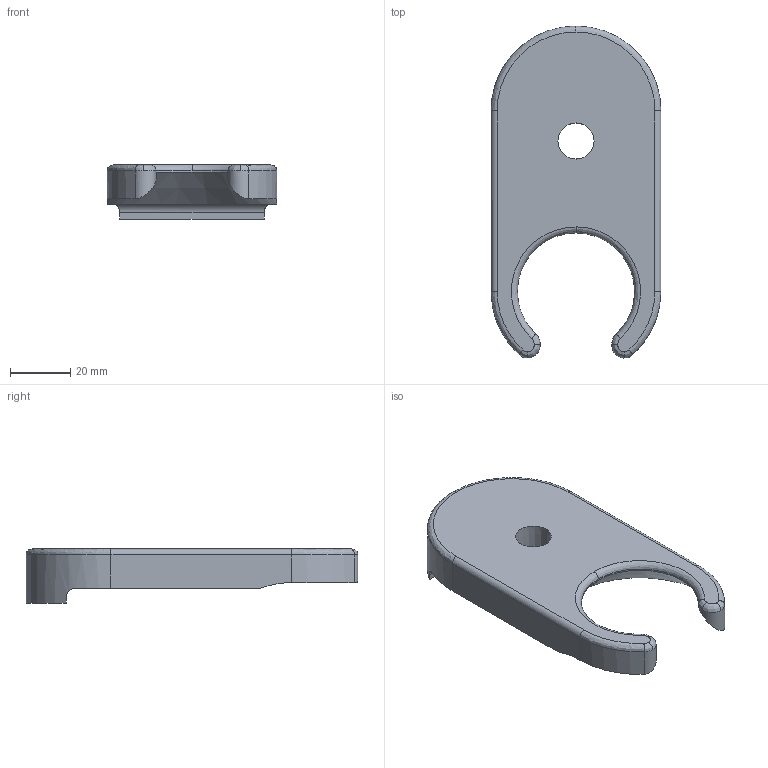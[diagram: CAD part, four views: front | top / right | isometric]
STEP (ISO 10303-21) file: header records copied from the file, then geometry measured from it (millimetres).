
FILE_DESCRIPTION (( 'STEP AP203' ), '1' );
FILE_NAME ('203600700_c_1.STEP', '2022-09-30T15:12:30', ( '' ), ( '' ), 'SwSTEP 2.0', 'SolidWorks 2014', '' );
FILE_SCHEMA (( 'CONFIG_CONTROL_DESIGN' ));
Length unit declared in the file: millimetre
Products named in the file (1): 203600700_c_1
Bounding box: 56.45 x 110.31 x 18 mm (x, y, z)
Volume: 40175.9 mm3; surface area: 15623.3 mm2
Topology: 1 solids, 1 shells, 57 faces, 146 edges, 93 vertices
Faces by surface type: cylinder 26, plane 14, bspline 12, cone 5
Entity records: 2112 total; most frequent: CARTESIAN_POINT 734, ORIENTED_EDGE 292, DIRECTION 256, EDGE_CURVE 146, AXIS2_PLACEMENT_3D 101, VERTEX_POINT 93, EDGE_LOOP 61, ADVANCED_FACE 57
